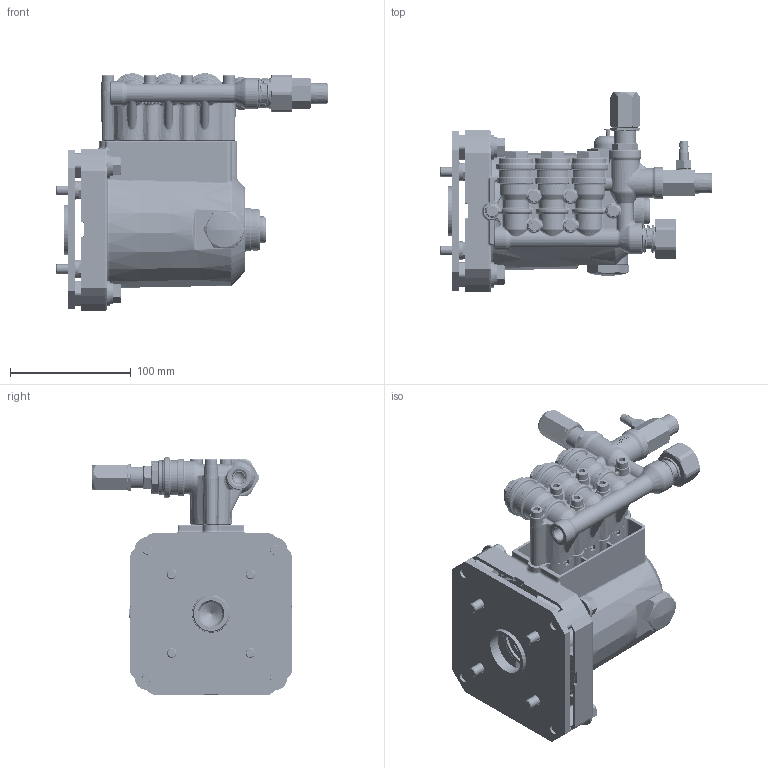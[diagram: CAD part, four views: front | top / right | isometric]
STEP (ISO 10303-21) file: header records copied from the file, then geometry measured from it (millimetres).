
FILE_DESCRIPTION (( 'STEP AP214' ), '1' );
FILE_NAME ('4DNX25GSI.STEP', '2014-03-18T12:04:22', ( '' ), ( '' ), 'SwSTEP 2.0', 'SolidWorks 2014', '' );
FILE_SCHEMA (( 'AUTOMOTIVE_DESIGN' ));
Length unit declared in the file: inch
Products named in the file (10): 126543_34160; 127025_LW 0.375; 127024; 30520; 549351_HBOLT 0.3125-24x0.75x0.75-N; 126232; 126573_B18.22M - Plain washer, 10 mm, regular; 46271; 4DNX25GSI_______; 4DNX25GSI
Assembly tree (27 placements, depth 3):
  4DNX25GSI
    4DNX25GSI_______
    30520
      46271
      126573_B18.22M - Plain washer, 10 mm, regular  x4
      126232  x4
      549351_HBOLT 0.3125-24x0.75x0.75-N  x4
    127024  x4
    127025_LW 0.375  x4
    126543_34160  x4
Bounding box: 225.09 x 165.47 x 196.25 mm (x, y, z)
Volume: 734404.1 mm3; surface area: 413849.2 mm2
Topology: 64 solids, 64 shells, 5758 faces, 13719 edges, 7949 vertices
Faces by surface type: cylinder 1671, bspline 1215, plane 1144, torus 798, cone 595, sphere 335
Entity records: 267114 total; most frequent: CARTESIAN_POINT 78994, ORIENTED_EDGE 25908, DIRECTION 24254, EDGE_CURVE 12954, AXIS2_PLACEMENT_3D 10122, VERTEX_POINT 7627, EDGE_LOOP 5843, CIRCLE 5746
